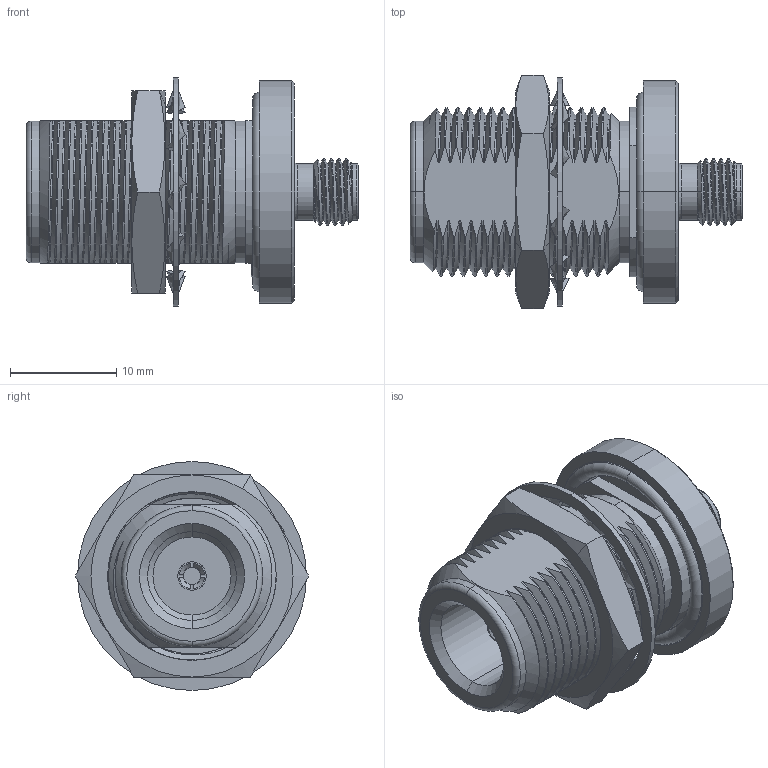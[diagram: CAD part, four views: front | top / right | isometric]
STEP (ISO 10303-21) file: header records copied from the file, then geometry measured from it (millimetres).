
FILE_DESCRIPTION (( 'STEP AP203' ), '1' );
FILE_NAME ('PE9252.step', '2018-06-06T22:06:49', ( '' ), ( '' ), 'SwSTEP 2.0', 'SolidWorks 2017', '' );
FILE_SCHEMA (( 'CONFIG_CONTROL_DESIGN' ));
Length unit declared in the file: inch
Products named in the file (1): PE9252
Bounding box: 31.3 x 22 x 21.59 mm (x, y, z)
Volume: 4836.4 mm3; surface area: 4278.1 mm2
Topology: 5 solids, 5 shells, 348 faces, 992 edges, 660 vertices
Faces by surface type: bspline 149, cylinder 98, plane 50, cone 41, torus 10
Entity records: 72922 total; most frequent: CARTESIAN_POINT 65522, ORIENTED_EDGE 1984, DIRECTION 996, EDGE_CURVE 992, VERTEX_POINT 660, AXIS2_PLACEMENT_3D 370, EDGE_LOOP 362, FACE_OUTER_BOUND 348
